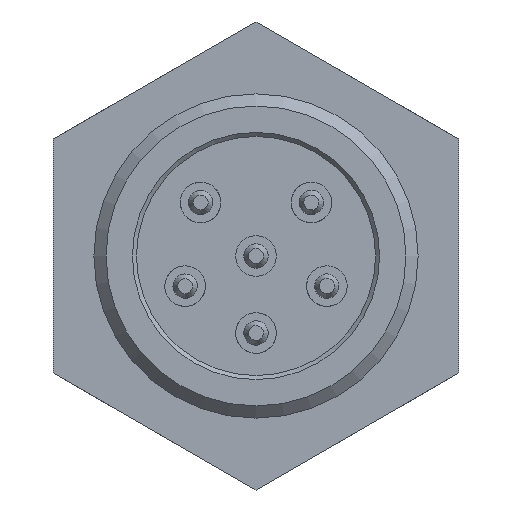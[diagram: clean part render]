
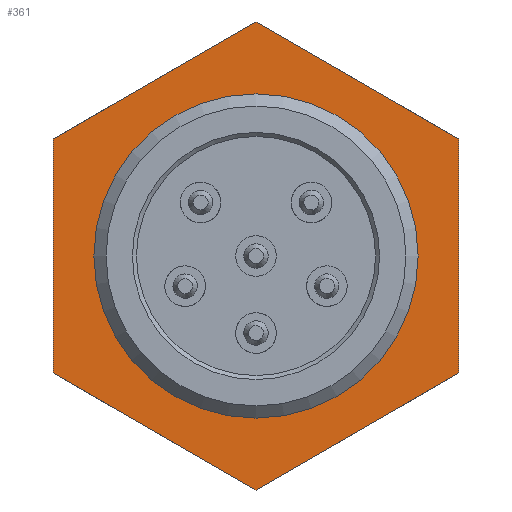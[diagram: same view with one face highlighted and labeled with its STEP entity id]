
A CAD part, left-side view. The second image highlights one B-rep face of the part: STEP entity #361.
In plain terms, the highlighted planar face has unit normal (-1, 0, 0).
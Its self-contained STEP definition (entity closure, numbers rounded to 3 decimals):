
#90=PLANE('',#1600);
#162=LINE('',#2537,#195);
#163=LINE('',#2540,#196);
#164=LINE('',#2542,#197);
#165=LINE('',#2544,#198);
#166=LINE('',#2546,#199);
#167=LINE('',#2548,#200);
#195=VECTOR('',#2011,1.);
#196=VECTOR('',#2012,1.);
#197=VECTOR('',#2013,1.);
#198=VECTOR('',#2014,1.);
#199=VECTOR('',#2015,1.);
#200=VECTOR('',#2016,1.);
#361=ADVANCED_FACE('',(#517,#518),#90,.T.);
#517=FACE_BOUND('',#688,.T.);
#518=FACE_BOUND('',#689,.T.);
#688=EDGE_LOOP('',(#980,#981,#982,#983,#984,#985));
#689=EDGE_LOOP('',(#986));
#980=ORIENTED_EDGE('',*,*,#1289,.F.);
#981=ORIENTED_EDGE('',*,*,#1290,.F.);
#982=ORIENTED_EDGE('',*,*,#1291,.F.);
#983=ORIENTED_EDGE('',*,*,#1292,.F.);
#984=ORIENTED_EDGE('',*,*,#1293,.F.);
#985=ORIENTED_EDGE('',*,*,#1294,.F.);
#986=ORIENTED_EDGE('',*,*,#1288,.T.);
#1134=VERTEX_POINT('',#2535);
#1135=VERTEX_POINT('',#2538);
#1136=VERTEX_POINT('',#2539);
#1137=VERTEX_POINT('',#2541);
#1138=VERTEX_POINT('',#2543);
#1139=VERTEX_POINT('',#2545);
#1140=VERTEX_POINT('',#2547);
#1288=EDGE_CURVE('',#1134,#1134,#1405,.T.);
#1289=EDGE_CURVE('',#1135,#1136,#162,.T.);
#1290=EDGE_CURVE('',#1137,#1135,#163,.T.);
#1291=EDGE_CURVE('',#1138,#1137,#164,.T.);
#1292=EDGE_CURVE('',#1139,#1138,#165,.T.);
#1293=EDGE_CURVE('',#1140,#1139,#166,.T.);
#1294=EDGE_CURVE('',#1136,#1140,#167,.T.);
#1405=CIRCLE('',#1598,4.);
#1598=AXIS2_PLACEMENT_3D('',#2534,#2007,#2008);
#1600=AXIS2_PLACEMENT_3D('',#2549,#2017,#2018);
#2007=DIRECTION('',(1.,0.,0.));
#2008=DIRECTION('',(0.,0.,1.));
#2011=DIRECTION('',(0.,0.866,0.5));
#2012=DIRECTION('',(0.,0.866,-0.5));
#2013=DIRECTION('',(0.,0.,-1.));
#2014=DIRECTION('',(0.,-0.866,-0.5));
#2015=DIRECTION('',(0.,-0.866,0.5));
#2016=DIRECTION('',(0.,0.,1.));
#2017=DIRECTION('',(-1.,0.,0.));
#2018=DIRECTION('',(0.,0.,-1.));
#2534=CARTESIAN_POINT('',(2.5,0.,0.));
#2535=CARTESIAN_POINT('',(2.5,0.,4.));
#2537=CARTESIAN_POINT('',(2.5,-1.83,-6.83));
#2538=CARTESIAN_POINT('',(2.5,0.,-5.774));
#2539=CARTESIAN_POINT('',(2.5,5.,-2.887));
#2540=CARTESIAN_POINT('',(2.5,-6.83,-1.83));
#2541=CARTESIAN_POINT('',(2.5,-5.,-2.887));
#2542=CARTESIAN_POINT('',(2.5,-5.,5.));
#2543=CARTESIAN_POINT('',(2.5,-5.,2.887));
#2544=CARTESIAN_POINT('',(2.5,1.83,6.83));
#2545=CARTESIAN_POINT('',(2.5,0.,5.774));
#2546=CARTESIAN_POINT('',(2.5,6.83,1.83));
#2547=CARTESIAN_POINT('',(2.5,5.,2.887));
#2548=CARTESIAN_POINT('',(2.5,5.,-5.));
#2549=CARTESIAN_POINT('',(2.5,0.,0.));
